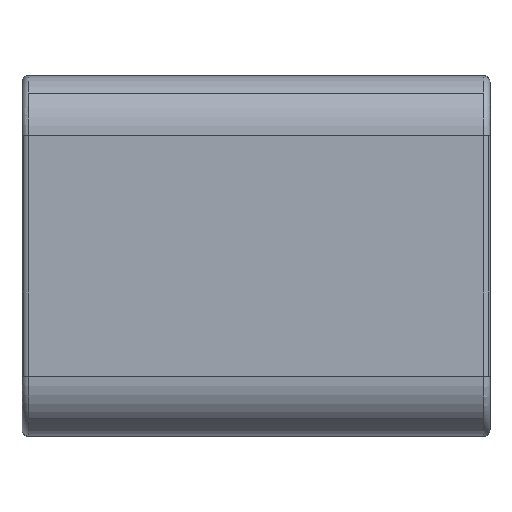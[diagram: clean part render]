
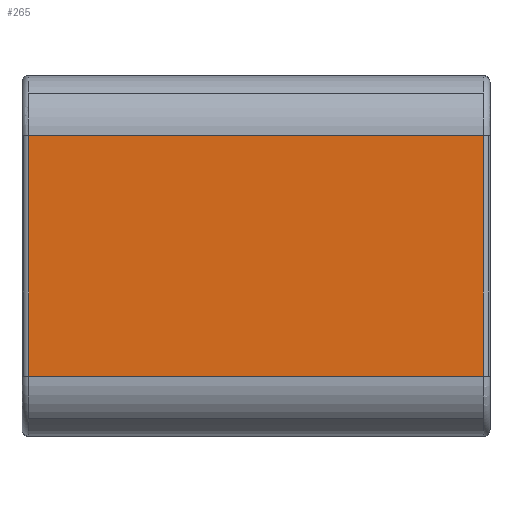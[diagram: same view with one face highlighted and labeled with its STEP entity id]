
A CAD part, top view. The second image highlights one B-rep face of the part: STEP entity #265.
In plain terms, the highlighted planar face has unit normal (0, 0, 1).
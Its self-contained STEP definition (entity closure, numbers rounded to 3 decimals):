
#4 = VERTEX_POINT ( 'NONE', #487 ) ;
#5 = CARTESIAN_POINT ( 'NONE',  ( 1., 40.5, 18. ) ) ;
#60 = VECTOR ( 'NONE', #299, 1000. ) ;
#90 = EDGE_LOOP ( 'NONE', ( #156, #152, #426, #307 ) ) ;
#94 = CARTESIAN_POINT ( 'NONE',  ( 69., 45., 18. ) ) ;
#151 = AXIS2_PLACEMENT_3D ( 'NONE', #198, #479, #394 ) ;
#152 = ORIENTED_EDGE ( 'NONE', *, *, #308, .F. ) ;
#156 = ORIENTED_EDGE ( 'NONE', *, *, #436, .F. ) ;
#157 = LINE ( 'NONE', #252, #461 ) ;
#188 = EDGE_CURVE ( 'NONE', #361, #4, #386, .T. ) ;
#194 = VERTEX_POINT ( 'NONE', #94 ) ;
#198 = CARTESIAN_POINT ( 'NONE',  ( 35., 27., 18. ) ) ;
#206 = DIRECTION ( 'NONE',  ( 0., -1., 0. ) ) ;
#241 = CARTESIAN_POINT ( 'NONE',  ( 52.5, 45., 18. ) ) ;
#252 = CARTESIAN_POINT ( 'NONE',  ( 69., 13.5, 18. ) ) ;
#265 = ADVANCED_FACE ( 'NONE', ( #388 ), #350, .T. ) ;
#299 = DIRECTION ( 'NONE',  ( 0., 1., 0. ) ) ;
#307 = ORIENTED_EDGE ( 'NONE', *, *, #500, .F. ) ;
#308 = EDGE_CURVE ( 'NONE', #4, #194, #522, .T. ) ;
#320 = LINE ( 'NONE', #456, #366 ) ;
#350 = PLANE ( 'NONE',  #151 ) ;
#361 = VERTEX_POINT ( 'NONE', #579 ) ;
#366 = VECTOR ( 'NONE', #596, 1000. ) ;
#386 = LINE ( 'NONE', #5, #60 ) ;
#388 = FACE_OUTER_BOUND ( 'NONE', #90, .T. ) ;
#394 = DIRECTION ( 'NONE',  ( 1., 0., 0. ) ) ;
#426 = ORIENTED_EDGE ( 'NONE', *, *, #188, .F. ) ;
#428 = DIRECTION ( 'NONE',  ( 1., 0., 0. ) ) ;
#436 = EDGE_CURVE ( 'NONE', #194, #613, #157, .T. ) ;
#456 = CARTESIAN_POINT ( 'NONE',  ( 17.5, 9., 18. ) ) ;
#461 = VECTOR ( 'NONE', #206, 1000. ) ;
#466 = CARTESIAN_POINT ( 'NONE',  ( 69., 9., 18. ) ) ;
#479 = DIRECTION ( 'NONE',  ( 0., 0., 1. ) ) ;
#487 = CARTESIAN_POINT ( 'NONE',  ( 1., 45., 18. ) ) ;
#500 = EDGE_CURVE ( 'NONE', #613, #361, #320, .T. ) ;
#522 = LINE ( 'NONE', #241, #525 ) ;
#525 = VECTOR ( 'NONE', #428, 1000. ) ;
#579 = CARTESIAN_POINT ( 'NONE',  ( 1., 9., 18. ) ) ;
#596 = DIRECTION ( 'NONE',  ( -1., 0., 0. ) ) ;
#613 = VERTEX_POINT ( 'NONE', #466 ) ;
